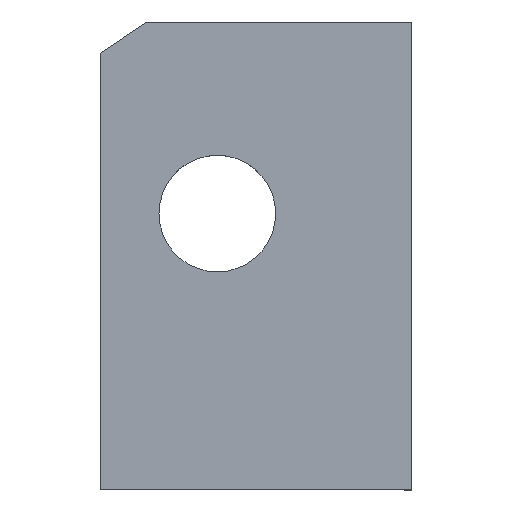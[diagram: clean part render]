
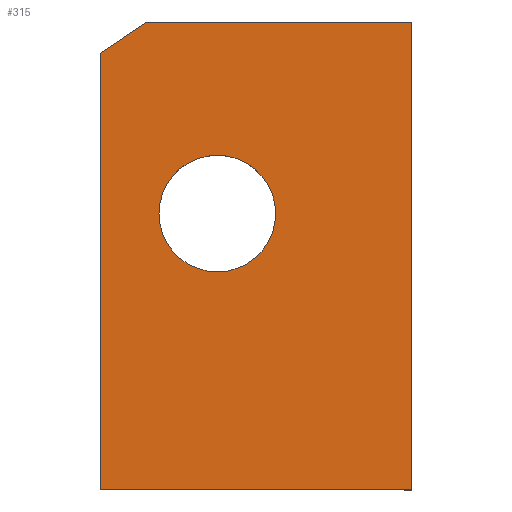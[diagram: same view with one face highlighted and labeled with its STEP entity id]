
A CAD part, top view. The second image highlights one B-rep face of the part: STEP entity #315.
In plain terms, the highlighted planar face has unit normal (0, 0, 1).
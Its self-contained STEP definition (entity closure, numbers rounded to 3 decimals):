
#182=CIRCLE('',#357,9.5);
#200=ORIENTED_EDGE('',*,*,#231,.T.);
#201=ORIENTED_EDGE('',*,*,#230,.T.);
#202=ORIENTED_EDGE('',*,*,#232,.T.);
#203=ORIENTED_EDGE('',*,*,#218,.T.);
#204=ORIENTED_EDGE('',*,*,#224,.T.);
#205=ORIENTED_EDGE('',*,*,#227,.T.);
#218=EDGE_CURVE('EC1',#235,#236,#247,.T.);
#224=EDGE_CURVE('EC7',#236,#240,#253,.T.);
#227=EDGE_CURVE('EC10',#240,#242,#256,.T.);
#230=EDGE_CURVE('EC13',#242,#244,#259,.T.);
#231=EDGE_CURVE('EC14',#245,#245,#182,.T.);
#232=EDGE_CURVE('EC15',#244,#235,#260,.F.);
#235=VERTEX_POINT('VP1',#480);
#236=VERTEX_POINT('VP2',#481);
#240=VERTEX_POINT('VP6',#491);
#242=VERTEX_POINT('VP8',#497);
#244=VERTEX_POINT('VP10',#503);
#245=VERTEX_POINT('VP11',#507);
#247=LINE('',#479,#262);
#253=LINE('',#492,#268);
#256=LINE('',#498,#271);
#259=LINE('',#504,#274);
#260=LINE('',#508,#275);
#262=VECTOR('',#392,1000.);
#268=VECTOR('',#400,1000.);
#271=VECTOR('',#405,1000.);
#274=VECTOR('',#410,1000.);
#275=VECTOR('',#415,1000.);
#281=EDGE_LOOP('',(#200));
#282=EDGE_LOOP('',(#201,#202,#203,#204,#205));
#292=FACE_BOUND('',#281,.T.);
#293=FACE_BOUND('',#282,.T.);
#303=PLANE('',#356);
#315=ADVANCED_FACE('AF5',(#292,#293),#303,.T.);
#356=AXIS2_PLACEMENT_3D('',#505,#411,#412);
#357=AXIS2_PLACEMENT_3D('',#506,#413,#414);
#392=DIRECTION('',(0.,-1.,0.));
#400=DIRECTION('',(1.,0.,0.));
#405=DIRECTION('',(0.,1.,0.));
#410=DIRECTION('',(-1.,0.,0.));
#411=DIRECTION('',(0.,0.,1.));
#412=DIRECTION('',(1.,0.,0.));
#413=DIRECTION('',(0.,0.,-1.));
#414=DIRECTION('',(-1.,0.,0.));
#415=DIRECTION('',(0.83,0.557,0.));
#479=CARTESIAN_POINT('',(-25.4,38.1,10.));
#480=CARTESIAN_POINT('',(-25.4,33.,10.));
#481=CARTESIAN_POINT('',(-25.4,-38.1,10.));
#491=CARTESIAN_POINT('',(25.4,-38.1,10.));
#492=CARTESIAN_POINT('',(-25.4,-38.1,10.));
#497=CARTESIAN_POINT('',(25.4,38.1,10.));
#498=CARTESIAN_POINT('',(25.4,-38.1,10.));
#503=CARTESIAN_POINT('',(-17.8,38.1,10.));
#504=CARTESIAN_POINT('',(25.4,38.1,10.));
#505=CARTESIAN_POINT('',(0.,0.,10.));
#506=CARTESIAN_POINT('',(-6.3,6.9,10.));
#507=CARTESIAN_POINT('',(-15.8,6.9,10.));
#508=CARTESIAN_POINT('',(-23.155,34.506,10.));
